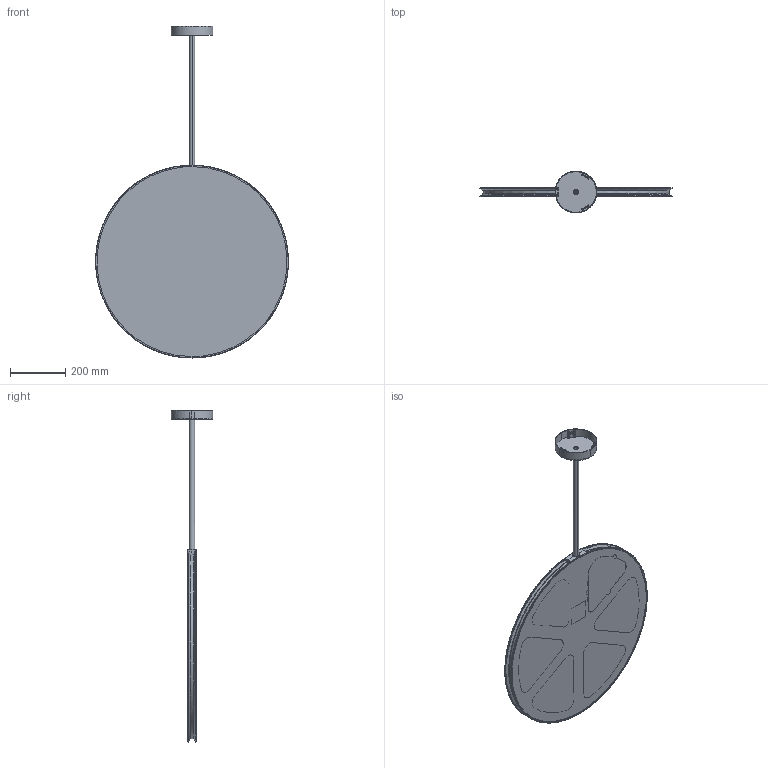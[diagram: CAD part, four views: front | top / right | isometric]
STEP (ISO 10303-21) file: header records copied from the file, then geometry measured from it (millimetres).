
FILE_DESCRIPTION(/* description */ (''),/* implementation_level */ '2;1');
FILE_NAME(/* name */ 'Se|eS Susp',/* time_stamp */ '2023-02-27T17:08:43+01:00',/* author */ (''),/* organization */ (''),/* preprocessor_version */ 'ST-DEVELOPER v16.5',/* originating_system */ 'Rhino 7.27',/* authorisation */ '');
FILE_SCHEMA (('AUTOMOTIVE_DESIGN'));
Length unit declared in the file: millimetre
Products named in the file (7): Document; 087206_--LAMPADA SPECCHIO - ASTA SOSPENSIONE; WAC4976_--YANZI - COPRIROSONE FORO D.18_MODEL; 087119_--LAMPADA SPECCHIO SCOCCA SX 01; 086931_--LAMPADA SPECCHIO SCOCCA DX 01; 087201_--STRIP LED FLESSIBILE IP66 01; 085522_--LAMPADA SPECCHIO SPECCHIO D695 01
Assembly tree (6 placements, depth 2):
  Document
    087206_--LAMPADA SPECCHIO - ASTA SOSPENSIONE
    WAC4976_--YANZI - COPRIROSONE FORO D.18_MODEL
    087119_--LAMPADA SPECCHIO SCOCCA SX 01
    086931_--LAMPADA SPECCHIO SCOCCA DX 01
    087201_--STRIP LED FLESSIBILE IP66 01
    085522_--LAMPADA SPECCHIO SPECCHIO D695 01
Bounding box: 699.71 x 151.59 x 1205.5 mm (x, y, z)
Volume: 5797147.3 mm3; surface area: 2717657.6 mm2
Topology: 7 solids, 7 shells, 529 faces, 1466 edges, 942 vertices
Faces by surface type: plane 220, cylinder 188, bspline 121
Entity records: 19986 total; most frequent: CARTESIAN_POINT 10601, ORIENTED_EDGE 2906, EDGE_CURVE 1453, VERTEX_POINT 942, B_SPLINE_CURVE_WITH_KNOTS 898, EDGE_LOOP 581, ADVANCED_FACE 529, FACE_OUTER_BOUND 529
